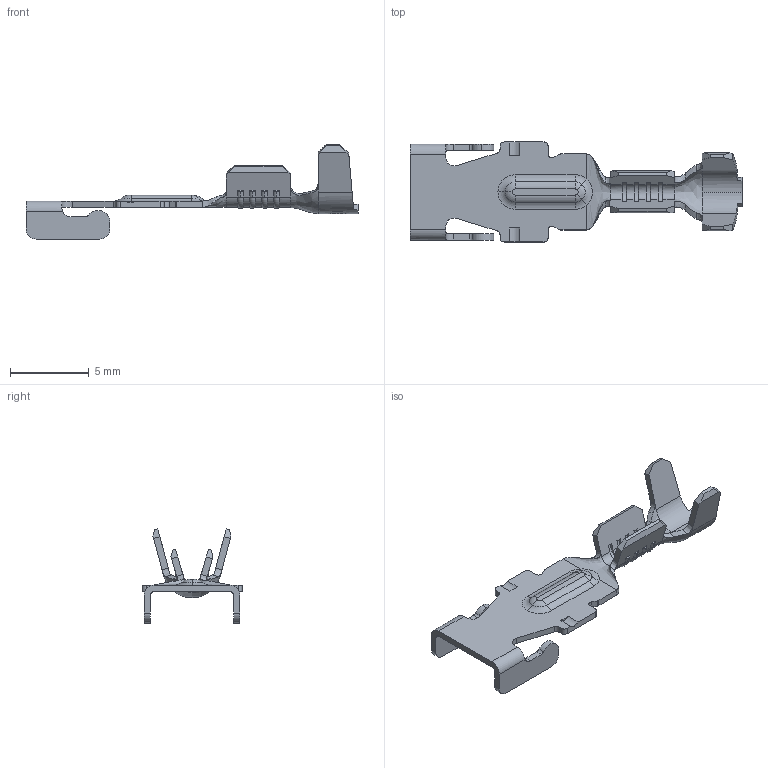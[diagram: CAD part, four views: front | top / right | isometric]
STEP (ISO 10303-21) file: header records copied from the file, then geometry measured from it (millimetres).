
FILE_DESCRIPTION (( 'STEP AP203' ), '1' );
FILE_NAME ('09529.STEP', '2015-02-23T14:05:55', ( '' ), ( '' ), 'SwSTEP 2.0', 'SolidWorks 2014', '' );
FILE_SCHEMA (( 'CONFIG_CONTROL_DESIGN' ));
Length unit declared in the file: inch
Products named in the file (1): 09529
Bounding box: 21.08 x 6.35 x 5.97 mm (x, y, z)
Volume: 53.4 mm3; surface area: 306.8 mm2
Topology: 1 solids, 1 shells, 228 faces, 619 edges, 395 vertices
Faces by surface type: plane 98, cylinder 73, torus 28, bspline 17, cone 12
Entity records: 7904 total; most frequent: CARTESIAN_POINT 2148, ORIENTED_EDGE 1238, DIRECTION 1144, EDGE_CURVE 619, VERTEX_POINT 395, AXIS2_PLACEMENT_3D 389, VECTOR 366, LINE 366
